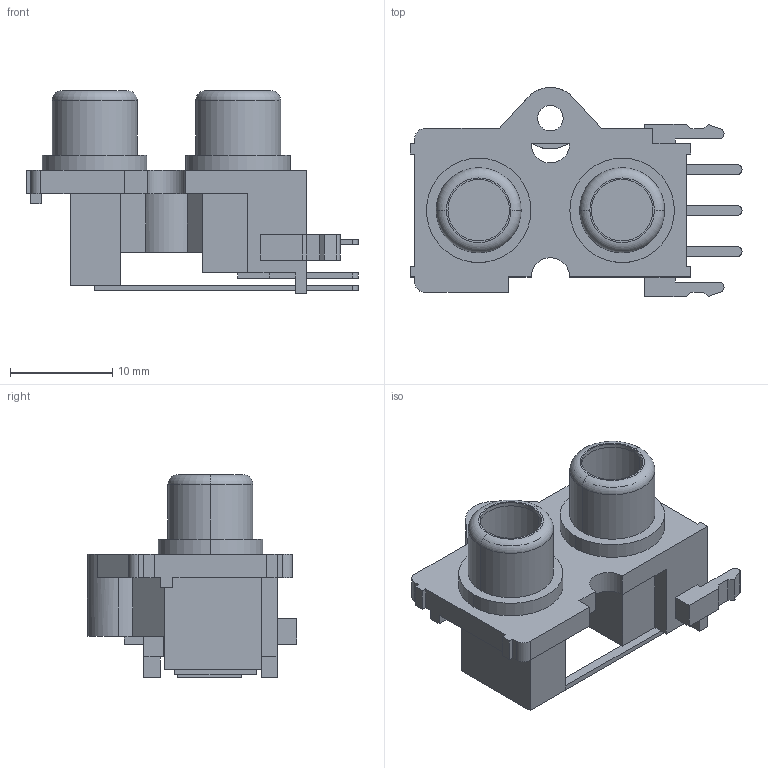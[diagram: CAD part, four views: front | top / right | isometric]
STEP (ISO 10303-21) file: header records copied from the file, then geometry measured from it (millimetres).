
FILE_DESCRIPTION (( 'STEP AP214' ), '1' );
FILE_NAME ('CUI_RCJ-2244.step', '2018-03-24T01:07:06', ( '' ), ( '' ), 'SwSTEP 2.0', 'SolidWorks 2018', '' );
FILE_SCHEMA (( 'AUTOMOTIVE_DESIGN' ));
Length unit declared in the file: millimetre
Products named in the file (1): CUI_RCJ-2244
Bounding box: 32.4 x 20.4 x 19.8 mm (x, y, z)
Volume: 2854.9 mm3; surface area: 2962.9 mm2
Topology: 1 solids, 1 shells, 146 faces, 395 edges, 260 vertices
Faces by surface type: plane 107, cylinder 35, torus 4
Entity records: 6209 total; most frequent: CARTESIAN_POINT 802, ORIENTED_EDGE 790, DIRECTION 771, EDGE_CURVE 395, VECTOR 313, LINE 313, VERTEX_POINT 260, AXIS2_PLACEMENT_3D 229
